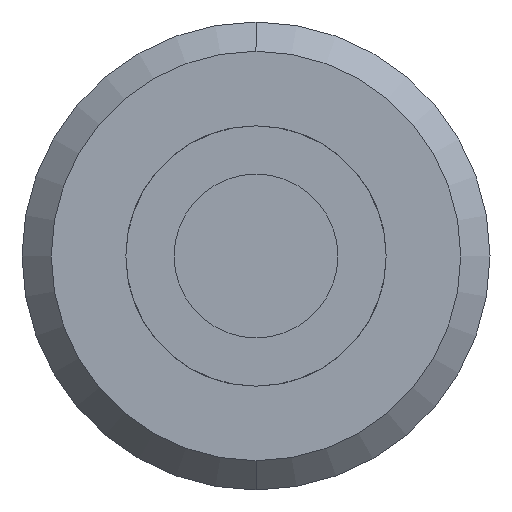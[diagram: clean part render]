
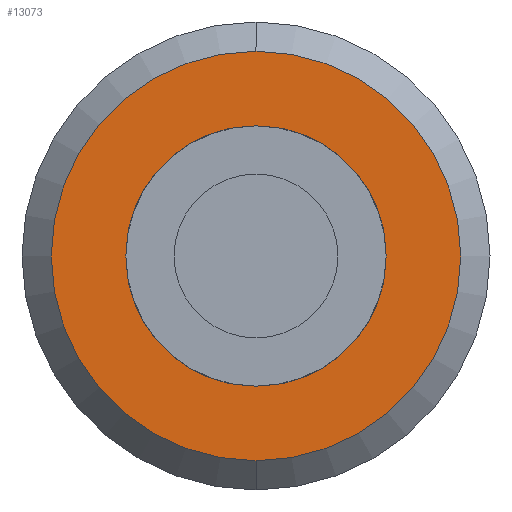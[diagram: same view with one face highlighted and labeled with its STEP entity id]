
A CAD part, left-side view. The second image highlights one B-rep face of the part: STEP entity #13073.
In plain terms, the highlighted face is planar.
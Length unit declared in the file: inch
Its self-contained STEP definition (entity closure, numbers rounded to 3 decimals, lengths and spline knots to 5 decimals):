
#168 = DIRECTION ( 'NONE',  ( 0., 0., -1. ) ) ;
#735 = CARTESIAN_POINT ( 'NONE',  ( 0., 0., -0.0876 ) ) ;
#878 = CARTESIAN_POINT ( 'NONE',  ( 0., 0., 0.0876 ) ) ;
#923 = AXIS2_PLACEMENT_3D ( 'NONE', #5361, #8146, #10475 ) ;
#931 = EDGE_LOOP ( 'NONE', ( #2626, #3932 ) ) ;
#1923 = AXIS2_PLACEMENT_3D ( 'NONE', #2171, #6240, #3969 ) ;
#2171 = CARTESIAN_POINT ( 'NONE',  ( 0.1378, 0., 0. ) ) ;
#2189 = VERTEX_POINT ( 'NONE', #3798 ) ;
#2425 = CIRCLE ( 'NONE', #8156, 0.0876 ) ;
#2626 = ORIENTED_EDGE ( 'NONE', *, *, #5298, .F. ) ;
#2798 = EDGE_LOOP ( 'NONE', ( #12201, #6239 ) ) ;
#3455 = CIRCLE ( 'NONE', #4932, 0.0876 ) ;
#3482 = CIRCLE ( 'NONE', #5186, 0.1378 ) ;
#3563 = DIRECTION ( 'NONE',  ( 0., -1., 0. ) ) ;
#3798 = CARTESIAN_POINT ( 'NONE',  ( 0., 0., 0.1378 ) ) ;
#3932 = ORIENTED_EDGE ( 'NONE', *, *, #9768, .F. ) ;
#3969 = DIRECTION ( 'NONE',  ( 0., 0., 1. ) ) ;
#4932 = AXIS2_PLACEMENT_3D ( 'NONE', #8407, #10335, #168 ) ;
#5036 = FACE_OUTER_BOUND ( 'NONE', #2798, .T. ) ;
#5186 = AXIS2_PLACEMENT_3D ( 'NONE', #11998, #6095, #11073 ) ;
#5298 = EDGE_CURVE ( 'NONE', #12263, #11211, #3455, .T. ) ;
#5361 = CARTESIAN_POINT ( 'NONE',  ( 0., 0., 0. ) ) ;
#5721 = VERTEX_POINT ( 'NONE', #8539 ) ;
#6095 = DIRECTION ( 'NONE',  ( 0., 1., 0. ) ) ;
#6239 = ORIENTED_EDGE ( 'NONE', *, *, #8658, .F. ) ;
#6240 = DIRECTION ( 'NONE',  ( 0., 1., 0. ) ) ;
#8146 = DIRECTION ( 'NONE',  ( 0., 1., 0. ) ) ;
#8156 = AXIS2_PLACEMENT_3D ( 'NONE', #12651, #3563, #10999 ) ;
#8229 = PLANE ( 'NONE',  #1923 ) ;
#8407 = CARTESIAN_POINT ( 'NONE',  ( 0., 0., 0. ) ) ;
#8539 = CARTESIAN_POINT ( 'NONE',  ( 0., 0., -0.1378 ) ) ;
#8658 = EDGE_CURVE ( 'NONE', #2189, #5721, #9855, .T. ) ;
#9440 = EDGE_CURVE ( 'NONE', #5721, #2189, #3482, .T. ) ;
#9768 = EDGE_CURVE ( 'NONE', #11211, #12263, #2425, .T. ) ;
#9855 = CIRCLE ( 'NONE', #923, 0.1378 ) ;
#10335 = DIRECTION ( 'NONE',  ( 0., -1., 0. ) ) ;
#10475 = DIRECTION ( 'NONE',  ( 0., 0., 1. ) ) ;
#10999 = DIRECTION ( 'NONE',  ( 0., 0., -1. ) ) ;
#11073 = DIRECTION ( 'NONE',  ( 0., 0., 1. ) ) ;
#11211 = VERTEX_POINT ( 'NONE', #735 ) ;
#11998 = CARTESIAN_POINT ( 'NONE',  ( 0., 0., 0. ) ) ;
#12201 = ORIENTED_EDGE ( 'NONE', *, *, #9440, .F. ) ;
#12204 = FACE_BOUND ( 'NONE', #931, .T. ) ;
#12263 = VERTEX_POINT ( 'NONE', #878 ) ;
#12651 = CARTESIAN_POINT ( 'NONE',  ( 0., 0., 0. ) ) ;
#13073 = ADVANCED_FACE ( 'NONE', ( #12204, #5036 ), #8229, .F. ) ;
